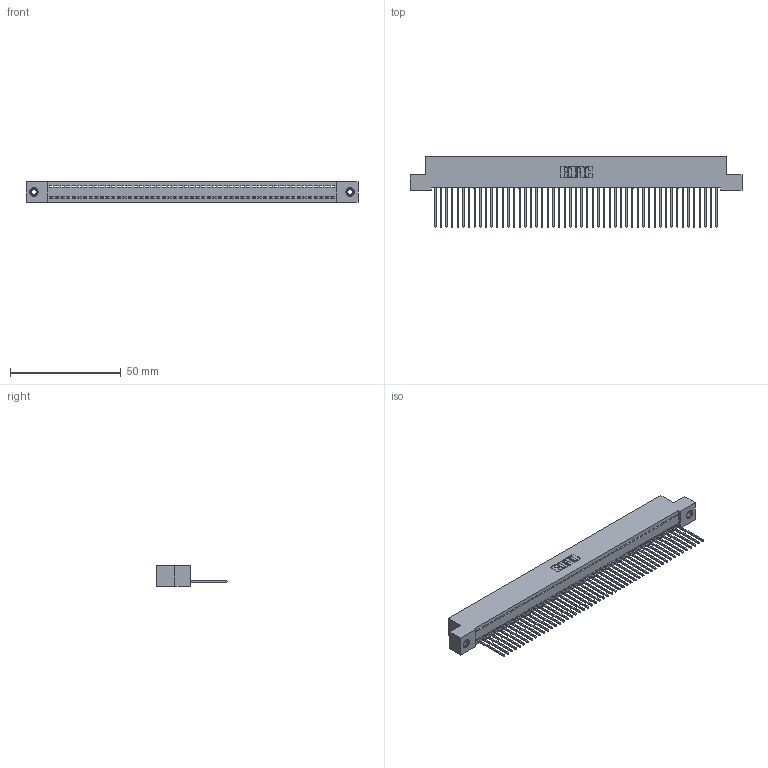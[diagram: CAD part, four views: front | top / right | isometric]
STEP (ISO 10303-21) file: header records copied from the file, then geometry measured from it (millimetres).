
FILE_DESCRIPTION (( 'STEP AP203' ), '1' );
FILE_NAME ('342-051-542-108.STEP', '2018-08-12T21:04:18', ( '' ), ( '' ), 'SwSTEP 2.0', 'SolidWorks 2016', '' );
FILE_SCHEMA (( 'CONFIG_CONTROL_DESIGN' ));
Length unit declared in the file: inch
Products named in the file (4): 342-051-542-108; 342 Part_TI; 345-292-001_345-293-142; 345-250-001_345-250-003-102
Assembly tree (54 placements, depth 2):
  342-051-542-108
    342 Part_TI
    345-292-001_345-293-142  x51
    345-250-001_345-250-003-102  x2
Bounding box: 149.86 x 31.63 x 9.4 mm (x, y, z)
Volume: 13280.7 mm3; surface area: 20379.9 mm2
Topology: 54 solids, 54 shells, 3128 faces, 9411 edges, 6198 vertices
Faces by surface type: plane 2240, cylinder 872, cone 12, torus 4
Entity records: 31086 total; most frequent: CARTESIAN_POINT 5342, ORIENTED_EDGE 5322, DIRECTION 4521, EDGE_CURVE 2661, LINE 2513, VECTOR 2513, VERTEX_POINT 1768, AXIS2_PLACEMENT_3D 1004
